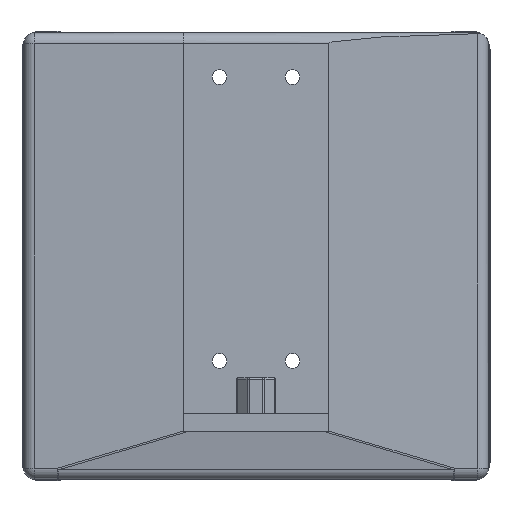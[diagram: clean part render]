
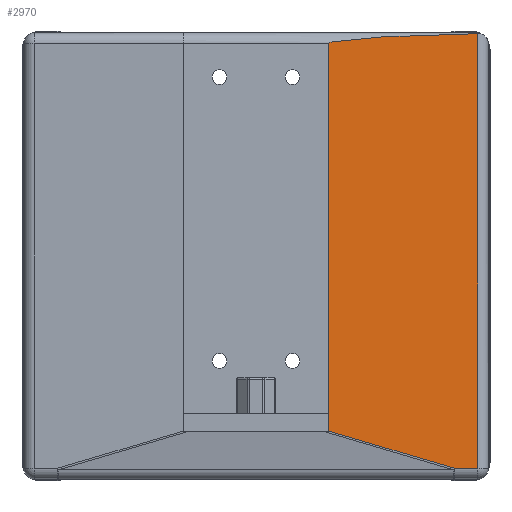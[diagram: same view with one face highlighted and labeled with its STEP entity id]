
A CAD part, front view. The second image highlights one B-rep face of the part: STEP entity #2970.
In plain terms, the highlighted planar face has unit normal (0.045, -0.999, 0).
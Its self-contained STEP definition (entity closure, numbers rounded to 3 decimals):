
#373 = EDGE_LOOP ( 'NONE', ( #3707, #3682, #1379, #3846, #5834, #4445 ) ) ;
#416 = DIRECTION ( 'NONE',  ( 0.958, 0.044, -0.283 ) ) ;
#550 = FACE_OUTER_BOUND ( 'NONE', #373, .T. ) ;
#825 = CARTESIAN_POINT ( 'NONE',  ( 81.136, 21.88, 109.779 ) ) ;
#994 = VECTOR ( 'NONE', #4006, 1000. ) ;
#1225 = DIRECTION ( 'NONE',  ( 0.999, 0.045, 0. ) ) ;
#1379 = ORIENTED_EDGE ( 'NONE', *, *, #1574, .T. ) ;
#1392 = LINE ( 'NONE', #4364, #3468 ) ;
#1428 = CARTESIAN_POINT ( 'NONE',  ( 40., 20.01, 5. ) ) ;
#1574 = EDGE_CURVE ( 'NONE', #1698, #1619, #5385, .T. ) ;
#1619 = VERTEX_POINT ( 'NONE', #2800 ) ;
#1698 = VERTEX_POINT ( 'NONE', #1862 ) ;
#1740 = VERTEX_POINT ( 'NONE', #1428 ) ;
#1862 = CARTESIAN_POINT ( 'NONE',  ( 74.691, 21.587, -10. ) ) ;
#2029 = EDGE_CURVE ( 'NONE', #4823, #1740, #5868, .T. ) ;
#2161 = DIRECTION ( 'NONE',  ( -0.999, -0.045, 0. ) ) ;
#2228 = CARTESIAN_POINT ( 'NONE',  ( 84.102, 22.015, -10. ) ) ;
#2370 = VECTOR ( 'NONE', #1225, 1000. ) ;
#2601 = PLANE ( 'NONE',  #5892 ) ;
#2625 = VERTEX_POINT ( 'NONE', #825 ) ;
#2800 = CARTESIAN_POINT ( 'NONE',  ( 81.136, 21.88, -10. ) ) ;
#2820 = CARTESIAN_POINT ( 'NONE',  ( 40., 20.01, 107. ) ) ;
#2842 = CARTESIAN_POINT ( 'NONE',  ( 40., 20.01, 0.25 ) ) ;
#2970 = ADVANCED_FACE ( 'NONE', ( #550 ), #2601, .F. ) ;
#3428 = CARTESIAN_POINT ( 'NONE',  ( 10.234, 18.657, 9.044 ) ) ;
#3468 = VECTOR ( 'NONE', #3896, 1000. ) ;
#3545 = VECTOR ( 'NONE', #5278, 1000. ) ;
#3682 = ORIENTED_EDGE ( 'NONE', *, *, #4160, .T. ) ;
#3707 = ORIENTED_EDGE ( 'NONE', *, *, #2029, .F. ) ;
#3747 = EDGE_CURVE ( 'NONE', #5220, #1740, #5526, .T. ) ;
#3754 = CARTESIAN_POINT ( 'NONE',  ( 40., 20.01, 5. ) ) ;
#3846 = ORIENTED_EDGE ( 'NONE', *, *, #5965, .T. ) ;
#3896 = DIRECTION ( 'NONE',  ( 0., 0., 1. ) ) ;
#3971 = CARTESIAN_POINT ( 'NONE',  ( 81.136, 21.88, 109.779 ) ) ;
#4006 = DIRECTION ( 'NONE',  ( 0., 0., -1. ) ) ;
#4160 = EDGE_CURVE ( 'NONE', #4823, #1698, #6561, .T. ) ;
#4364 = CARTESIAN_POINT ( 'NONE',  ( 81.136, 21.88, 110. ) ) ;
#4445 = ORIENTED_EDGE ( 'NONE', *, *, #3747, .T. ) ;
#4632 = CARTESIAN_POINT ( 'NONE',  ( 40., 20.01, 110. ) ) ;
#4823 = VERTEX_POINT ( 'NONE', #2842 ) ;
#5056 = VECTOR ( 'NONE', #416, 1000. ) ;
#5220 = VERTEX_POINT ( 'NONE', #2820 ) ;
#5278 = DIRECTION ( 'NONE',  ( 0., 0., 1. ) ) ;
#5385 = LINE ( 'NONE', #2228, #2370 ) ;
#5492 = CARTESIAN_POINT ( 'NONE',  ( 40., 20.01, 107. ) ) ;
#5526 = LINE ( 'NONE', #5982, #994 ) ;
#5558 = CARTESIAN_POINT ( 'NONE',  ( 40., 20.01, 108.26 ) ) ;
#5604 = EDGE_CURVE ( 'NONE', #2625, #5220, #5832, .T. ) ;
#5769 = DIRECTION ( 'NONE',  ( -0.045, 0.999, 0. ) ) ;
#5832 =( BOUNDED_CURVE ( )  B_SPLINE_CURVE ( 3, ( #3971, #5955, #5558, #5492 ),
 .UNSPECIFIED., .F., .T. ) 
 B_SPLINE_CURVE_WITH_KNOTS ( ( 4, 4 ),
 ( 1.957, 3.142 ),
 .UNSPECIFIED. ) 
 CURVE ( )  GEOMETRIC_REPRESENTATION_ITEM ( )  RATIONAL_B_SPLINE_CURVE ( ( 1., 0.886, 0.886, 1. ) ) 
 REPRESENTATION_ITEM ( '' )  );
#5834 = ORIENTED_EDGE ( 'NONE', *, *, #5604, .T. ) ;
#5868 = LINE ( 'NONE', #3754, #3545 ) ;
#5892 = AXIS2_PLACEMENT_3D ( 'NONE', #4632, #5769, #2161 ) ;
#5955 = CARTESIAN_POINT ( 'NONE',  ( 55.469, 20.713, 109.304 ) ) ;
#5965 = EDGE_CURVE ( 'NONE', #1619, #2625, #1392, .T. ) ;
#5982 = CARTESIAN_POINT ( 'NONE',  ( 40., 20.01, 110. ) ) ;
#6561 = LINE ( 'NONE', #3428, #5056 ) ;
